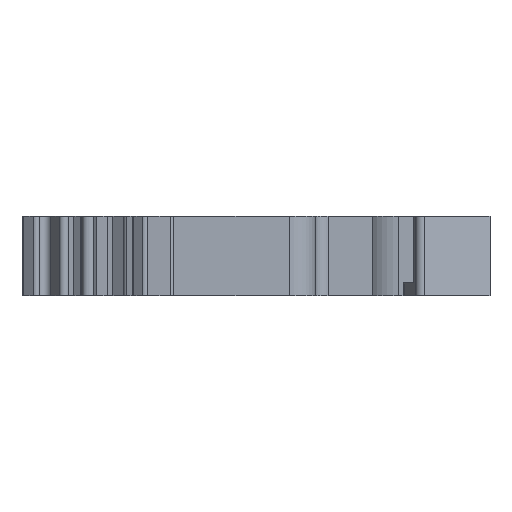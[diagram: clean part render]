
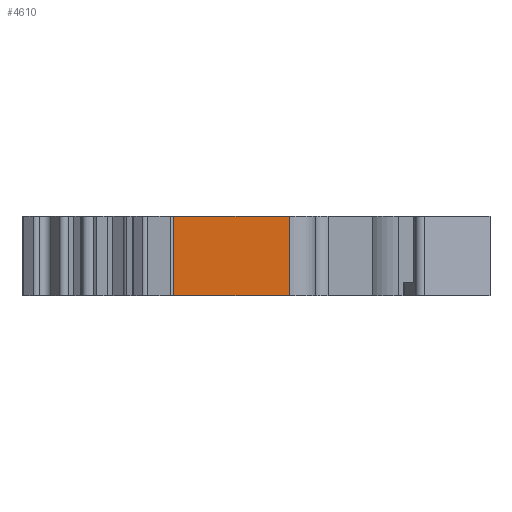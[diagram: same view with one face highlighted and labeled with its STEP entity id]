
A CAD part, left-side view. The second image highlights one B-rep face of the part: STEP entity #4610.
In plain terms, the highlighted planar face has unit normal (-1, 0, 0).
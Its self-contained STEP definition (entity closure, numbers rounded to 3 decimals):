
#519=DIRECTION('',(0.,-1.,0.));
#520=VECTOR('',#519,9.016);
#521=CARTESIAN_POINT('',(-23.4,2.866,-3.1));
#522=LINE('',#521,#520);
#619=DIRECTION('',(0.,-1.,0.));
#620=VECTOR('',#619,9.016);
#621=CARTESIAN_POINT('',(-23.4,2.866,3.1));
#622=LINE('',#621,#620);
#1689=DIRECTION('',(0.,0.,1.));
#1690=VECTOR('',#1689,6.2);
#1691=CARTESIAN_POINT('',(-23.4,2.866,-3.1));
#1692=LINE('',#1691,#1690);
#1693=DIRECTION('',(0.,0.,1.));
#1694=VECTOR('',#1693,6.2);
#1695=CARTESIAN_POINT('',(-23.4,-6.15,-3.1));
#1696=LINE('',#1695,#1694);
#2127=CARTESIAN_POINT('',(-23.4,2.866,-3.1));
#2128=VERTEX_POINT('',#2127);
#2129=CARTESIAN_POINT('',(-23.4,-6.15,-3.1));
#2130=VERTEX_POINT('',#2129);
#2361=CARTESIAN_POINT('',(-23.4,2.866,3.1));
#2362=VERTEX_POINT('',#2361);
#2363=CARTESIAN_POINT('',(-23.4,-6.15,3.1));
#2364=VERTEX_POINT('',#2363);
#4598=CARTESIAN_POINT('',(-23.4,2.866,-3.1));
#4599=DIRECTION('',(-1.,0.,0.));
#4600=DIRECTION('',(0.,-1.,0.));
#4601=AXIS2_PLACEMENT_3D('',#4598,#4599,#4600);
#4602=PLANE('',#4601);
#4603=ORIENTED_EDGE('',*,*,#2726,.F.);
#4604=ORIENTED_EDGE('',*,*,#4593,.T.);
#4605=ORIENTED_EDGE('',*,*,#2816,.T.);
#4607=ORIENTED_EDGE('',*,*,#4606,.F.);
#4608=EDGE_LOOP('',(#4603,#4604,#4605,#4607));
#4609=FACE_OUTER_BOUND('',#4608,.F.);
#2726=EDGE_CURVE('',#2128,#2130,#522,.T.);
#2816=EDGE_CURVE('',#2362,#2364,#622,.T.);
#4593=EDGE_CURVE('',#2128,#2362,#1692,.T.);
#4606=EDGE_CURVE('',#2130,#2364,#1696,.T.);
#4610=ADVANCED_FACE('',(#4609),#4602,.T.);
